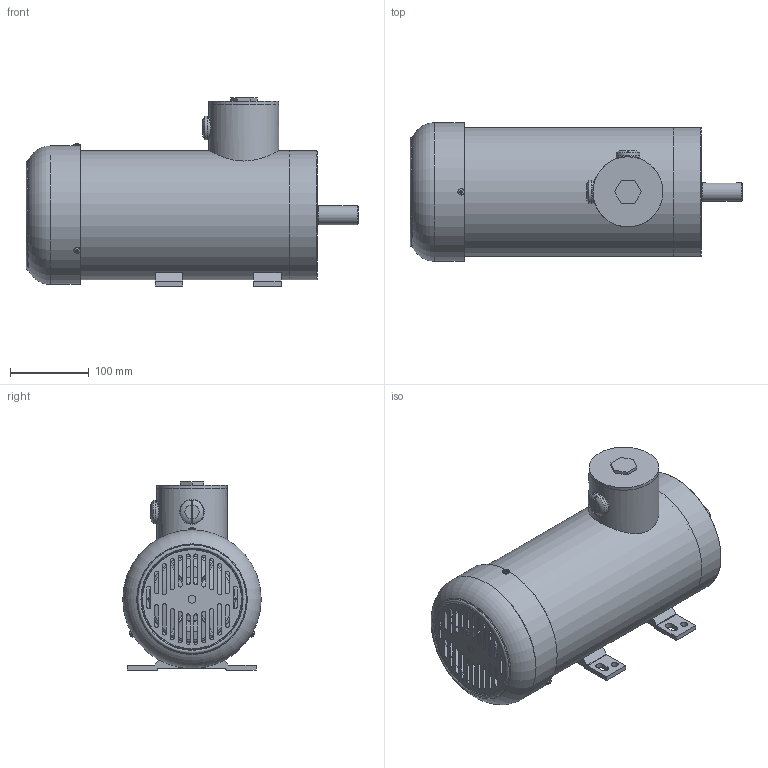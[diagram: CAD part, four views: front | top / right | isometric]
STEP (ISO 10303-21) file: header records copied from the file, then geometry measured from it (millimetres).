
FILE_DESCRIPTION(('Bauteilbeschreibung','HiCAD-Model','HiCAD-STEP-TRANSLATION','Bauteilbeschreibung'),'2;1');
FILE_NAME('TEFC 90L-6 B3 1,1KW.STP','2013-10-10T13:29:20+00:00',('Konstrukteur'),('Konstrukteur Firma GmbH'),' HiCAD 2010, Step 1502.0 ','HiCAD 2010','confidential');
FILE_SCHEMA(('AUTOMOTIVE_DESIGN { 1 2 10303 214 0 1 1 1 }'));
Length unit declared in the file: millimetre
Products named in the file (30): TEFC 90L_6 B3  1_1KW; DIN 3760_A25X40X7_FKM_WELLENDI; GEH_USE; FU_ BG 90; TRANSLATIONSTEIL_0; FU00BG090; TRANSLATIONSTEIL00; FLANSCH B3; ROTATIONSTEIL_0; B_SCHILD; B0SCHILD; ISO 7045_M4X5_4_8_H_FLACHKOPFS; ISO070450M4X504080H0FLACHKOPFS; ISO070450M4X504080H0FLACHKOPFS0; DIN 6912_M6X25_8_8_ZN_ZYLINDER; DIN069120M6X2508080ZN0ZYLINDER; DIN069120M6X2508080ZN0ZYLINDER0; DIN069120M6X2508080ZN0ZYLINDER1; L_FTER BG 90; HAUBE; KLEMMKASTEN _89; KLEMMKASTEN0089; SCHRAUBE M25X1_5; SCHRAUBE0M25X105; DECKEL _89; WELLE TEFC 90 S_6 0_75KW L=370; WELLE0TEFC0900S0600075KW0L=370; DIN 625 _ 6205_KUGELLAGER_0; DIN062500062050KUGELLAGER00; DIN 471_20X1_75_SICHERUNGSRING
Assembly tree (29 placements, depth 3):
  TEFC 90L_6 B3  1_1KW
    DIN 3760_A25X40X7_FKM_WELLENDI
    GEH_USE
    FU_ BG 90
      TRANSLATIONSTEIL_0
    FU00BG090
      TRANSLATIONSTEIL00
    FLANSCH B3
      ROTATIONSTEIL_0
    B_SCHILD
    B0SCHILD
      ISO 7045_M4X5_4_8_H_FLACHKOPFS
      ISO070450M4X504080H0FLACHKOPFS
      ISO070450M4X504080H0FLACHKOPFS0
      DIN 6912_M6X25_8_8_ZN_ZYLINDER
      DIN069120M6X2508080ZN0ZYLINDER
      DIN069120M6X2508080ZN0ZYLINDER0
      DIN069120M6X2508080ZN0ZYLINDER1
      L_FTER BG 90
      HAUBE
    KLEMMKASTEN _89
    KLEMMKASTEN0089
      SCHRAUBE M25X1_5
      SCHRAUBE0M25X105
      DECKEL _89
    WELLE TEFC 90 S_6 0_75KW L=370
    WELLE0TEFC0900S0600075KW0L=370
      DIN 625 _ 6205_KUGELLAGER_0
      DIN062500062050KUGELLAGER00
      DIN 471_20X1_75_SICHERUNGSRING
Bounding box: 422 x 176 x 239 mm (x, y, z)
Volume: 1188470.2 mm3; surface area: 729224 mm2
Topology: 28 solids, 31 shells, 867 faces, 2080 edges, 1333 vertices
Faces by surface type: plane 464, cylinder 294, cone 60, torus 42, bspline 4, sphere 3
Full cylindrical faces by diameter (mm): 2 x2, 3.141 x3, 4 x3, 4.773 x4, 6 x4, 6.773 x1, 7 x4, 8 x8, 9 x4, 10 x9, 19 x1, 19.2 x1, 22 x2, 24 x1, 24.6 x2, 25 x6, 25.044 x2, 27 x2, 30 x6, 31.2 x1, 32 x1, 32.155 x4, 33.802 x4, 36.2 x1, 38 x2, 38.1 x1, 40 x3, 43.198 x4, 44.845 x4, 47 x2
Entity records: 40884 total; most frequent: CARTESIAN_POINT 11132, DIRECTION 4266, ORIENTED_EDGE 3670, COLOUR_RGB 1876, PRESENTATION_STYLE_ASSIGNMENT 1876, OVER_RIDING_STYLED_ITEM 1853, EDGE_CURVE 1835, CURVE_STYLE 1783
